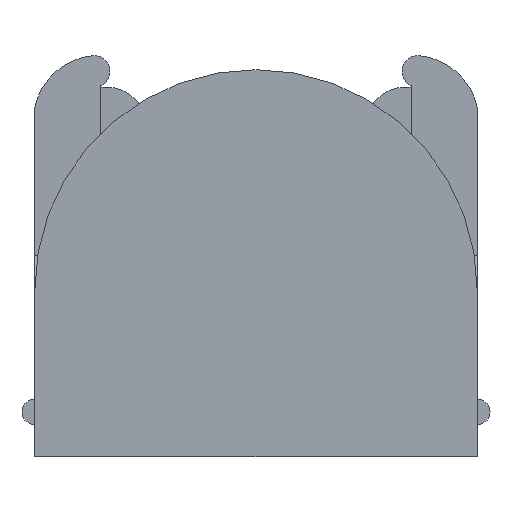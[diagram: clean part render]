
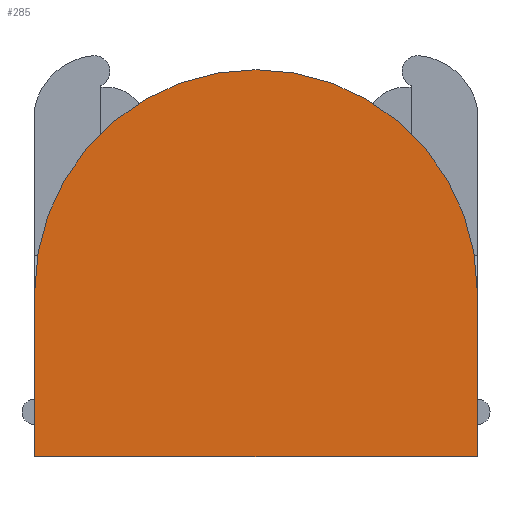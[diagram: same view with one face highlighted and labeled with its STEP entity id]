
A CAD part, left-side view. The second image highlights one B-rep face of the part: STEP entity #285.
In plain terms, the highlighted planar face has unit normal (-1, 0, 0).
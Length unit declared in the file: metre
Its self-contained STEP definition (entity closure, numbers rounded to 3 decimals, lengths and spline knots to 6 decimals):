
#285=ADVANCED_FACE('522:969',(#569),#570,.T.);
#569=FACE_OUTER_BOUND('',#848,.T.);
#570=PLANE('',#849);
#848=EDGE_LOOP('',(#1531,#1532,#1533,#1534));
#849=AXIS2_PLACEMENT_3D('',#1535,#1536,#1537);
#1531=ORIENTED_EDGE('',*,*,#1939,.T.);
#1532=ORIENTED_EDGE('',*,*,#1887,.F.);
#1533=ORIENTED_EDGE('',*,*,#1928,.F.);
#1534=ORIENTED_EDGE('',*,*,#1909,.F.);
#1535=CARTESIAN_POINT('',(-0.008375,0.0082,0.000425));
#1536=DIRECTION('',(-1.0,0.,0.));
#1537=DIRECTION('',(0.,-1.0,0.0));
#1887=EDGE_CURVE('522:1404',#2311,#2313,#2314,.T.);
#1909=EDGE_CURVE('522:1371',#2347,#2349,#2350,.T.);
#1928=EDGE_CURVE('522:1320',#2349,#2311,#2376,.F.);
#1939=EDGE_CURVE('522:1281',#2347,#2313,#2388,.T.);
#2311=VERTEX_POINT('',#2907);
#2313=VERTEX_POINT('',#2910);
#2314=LINE('',#2911,#2912);
#2347=VERTEX_POINT('',#2962);
#2349=VERTEX_POINT('',#2965);
#2350=LINE('',#2966,#2967);
#2376=LINE('',#3002,#3003);
#2388=CIRCLE('',#3020,0.00695);
#2907=CARTESIAN_POINT('',(-0.008375,0.00695,0.002225));
#2910=CARTESIAN_POINT('',(-0.008375,0.00695,0.007425));
#2911=CARTESIAN_POINT('',(-0.008375,0.00695,0.000425));
#2912=VECTOR('',#3278,1.0);
#2962=CARTESIAN_POINT('',(-0.008375,-0.00695,0.007425));
#2965=CARTESIAN_POINT('',(-0.008375,-0.00695,0.002225));
#2966=CARTESIAN_POINT('',(-0.008375,-0.00695,0.000425));
#2967=VECTOR('',#3297,1.0);
#3002=CARTESIAN_POINT('',(-0.008375,0.0082,0.002225));
#3003=VECTOR('',#3319,1.0);
#3020=AXIS2_PLACEMENT_3D('',#3325,#3326,#3327);
#3278=DIRECTION('',(0.,0.,1.0));
#3297=DIRECTION('',(0.,0.,-1.0));
#3319=DIRECTION('',(0.,-1.0,0.));
#3325=CARTESIAN_POINT('',(-0.008375,0.,0.007425));
#3326=DIRECTION('',(-1.0,0.,0.));
#3327=DIRECTION('',(0.,-1.0,0.0));
